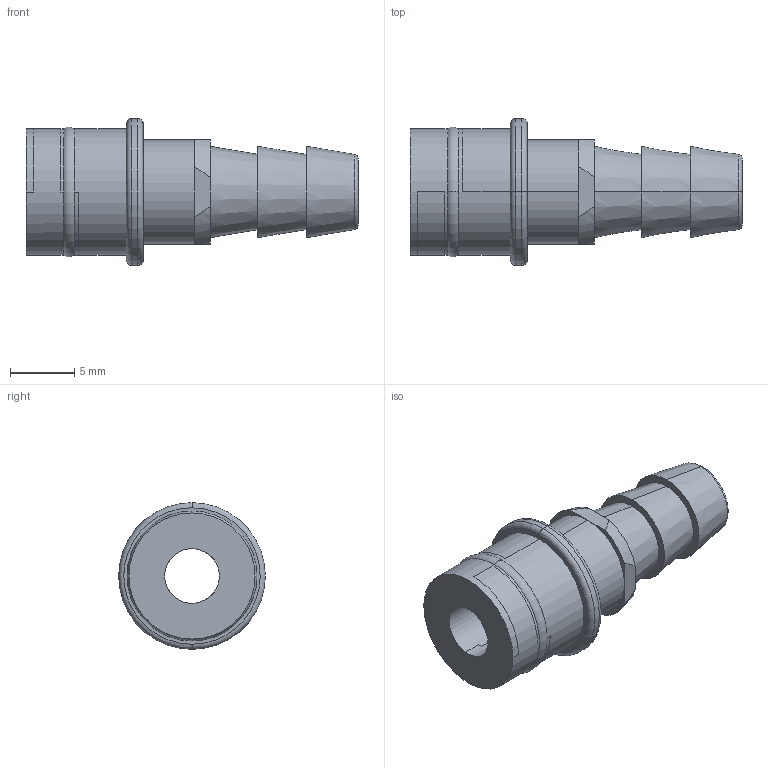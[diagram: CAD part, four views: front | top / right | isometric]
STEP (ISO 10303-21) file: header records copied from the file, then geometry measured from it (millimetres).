
FILE_DESCRIPTION((''),'2;1');
FILE_NAME('PCM-6__1','2017-06-17T',('tl.yang'),(''),'PRO/ENGINEER BY PARAMETRIC TECHNOLOGY CORPORATION, 2011500','PRO/ENGINEER BY PARAMETRIC TECHNOLOGY CORPORATION, 2011500','');
FILE_SCHEMA(('CONFIG_CONTROL_DESIGN'));
Length unit declared in the file: millimetre
Products named in the file (1): PCM-6__1
Bounding box: 25.8 x 11.4 x 11.4 mm (x, y, z)
Volume: 1007.3 mm3; surface area: 1189.3 mm2
Topology: 1 solids, 1 shells, 44 faces, 119 edges, 82 vertices
Faces by surface type: plane 15, cylinder 11, cone 10, torus 8
Entity records: 1501 total; most frequent: CARTESIAN_POINT 278, DIRECTION 274, ORIENTED_EDGE 238, AXIS2_PLACEMENT_3D 119, EDGE_CURVE 119, VERTEX_POINT 82, CIRCLE 75, EDGE_LOOP 51
